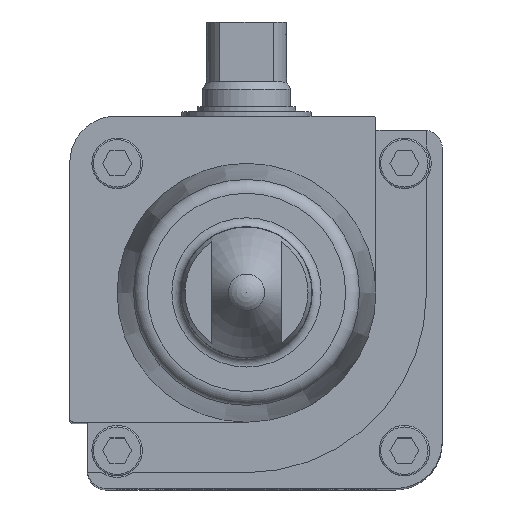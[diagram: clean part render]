
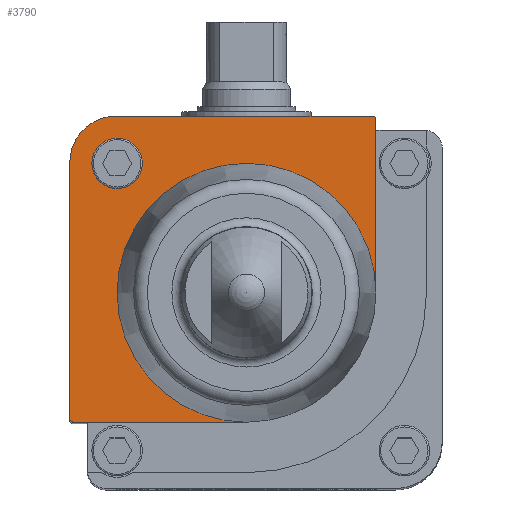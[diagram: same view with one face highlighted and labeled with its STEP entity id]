
A CAD part, top view. The second image highlights one B-rep face of the part: STEP entity #3790.
In plain terms, the highlighted planar face has unit normal (0, 0, 1).
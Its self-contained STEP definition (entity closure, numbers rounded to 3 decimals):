
#134=PLANE('',#4129);
#305=LINE('',#5909,#619);
#312=LINE('',#5924,#626);
#318=LINE('',#5966,#632);
#323=LINE('',#5986,#637);
#619=VECTOR('',#4642,1000.);
#626=VECTOR('',#4655,1000.);
#632=VECTOR('',#4699,1000.);
#637=VECTOR('',#4718,1000.);
#1058=ORIENTED_EDGE('',*,*,#2014,.T.);
#1059=ORIENTED_EDGE('',*,*,#2015,.T.);
#1060=ORIENTED_EDGE('',*,*,#2002,.T.);
#1061=ORIENTED_EDGE('',*,*,#2006,.T.);
#1062=ORIENTED_EDGE('',*,*,#2012,.T.);
#1063=ORIENTED_EDGE('',*,*,#2013,.T.);
#1064=ORIENTED_EDGE('',*,*,#1973,.T.);
#1065=ORIENTED_EDGE('',*,*,#1976,.T.);
#1066=ORIENTED_EDGE('',*,*,#1981,.T.);
#1973=EDGE_CURVE('',#2459,#2458,#305,.T.);
#1976=EDGE_CURVE('',#2458,#2460,#2800,.T.);
#1981=EDGE_CURVE('',#2460,#2463,#312,.T.);
#2002=EDGE_CURVE('',#2481,#2480,#318,.T.);
#2006=EDGE_CURVE('',#2480,#2483,#2816,.T.);
#2012=EDGE_CURVE('',#2483,#2488,#323,.T.);
#2013=EDGE_CURVE('',#2488,#2459,#2821,.T.);
#2014=EDGE_CURVE('',#2489,#2489,#2822,.T.);
#2015=EDGE_CURVE('',#2463,#2481,#2823,.T.);
#2458=VERTEX_POINT('',#5908);
#2459=VERTEX_POINT('',#5910);
#2460=VERTEX_POINT('',#5914);
#2463=VERTEX_POINT('',#5923);
#2480=VERTEX_POINT('',#5965);
#2481=VERTEX_POINT('',#5967);
#2483=VERTEX_POINT('',#5973);
#2488=VERTEX_POINT('',#5985);
#2489=VERTEX_POINT('',#5991);
#2800=CIRCLE('',#4099,1.184);
#2816=CIRCLE('',#4121,1.184);
#2821=CIRCLE('',#4128,14.75);
#2822=CIRCLE('',#4130,8.);
#2823=CIRCLE('',#4131,41.);
#3002=EDGE_LOOP('',(#1058));
#3003=EDGE_LOOP('',(#1059,#1060,#1061,#1062,#1063,#1064,#1065,#1066));
#3373=FACE_BOUND('',#3002,.T.);
#3374=FACE_BOUND('',#3003,.T.);
#3790=ADVANCED_FACE('',(#3373,#3374),#134,.T.);
#4099=AXIS2_PLACEMENT_3D('',#5915,#4647,#4648);
#4121=AXIS2_PLACEMENT_3D('',#5974,#4705,#4706);
#4128=AXIS2_PLACEMENT_3D('',#5988,#4721,#4722);
#4129=AXIS2_PLACEMENT_3D('',#5989,#4723,#4724);
#4130=AXIS2_PLACEMENT_3D('',#5990,#4725,#4726);
#4131=AXIS2_PLACEMENT_3D('',#5992,#4727,#4728);
#4642=DIRECTION('',(0.,-1.,0.));
#4647=DIRECTION('',(0.,0.,1.));
#4648=DIRECTION('',(1.,0.,0.));
#4655=DIRECTION('',(1.,0.,0.));
#4699=DIRECTION('',(0.,1.,0.));
#4705=DIRECTION('',(0.,0.,1.));
#4706=DIRECTION('',(1.,0.,0.));
#4718=DIRECTION('',(-1.,0.,0.));
#4721=DIRECTION('',(0.,0.,1.));
#4722=DIRECTION('',(1.,0.,0.));
#4723=DIRECTION('',(0.,0.,1.));
#4724=DIRECTION('',(1.,0.,0.));
#4725=DIRECTION('',(0.,0.,-1.));
#4726=DIRECTION('',(-1.,0.,0.));
#4727=DIRECTION('',(0.,0.,-1.));
#4728=DIRECTION('',(-1.,0.,0.));
#5908=CARTESIAN_POINT('',(-56.,-39.816,136.7));
#5909=CARTESIAN_POINT('',(-56.,41.25,136.7));
#5910=CARTESIAN_POINT('',(-56.,41.25,136.7));
#5914=CARTESIAN_POINT('',(-54.816,-41.,136.7));
#5915=CARTESIAN_POINT('',(-54.816,-39.816,136.7));
#5923=CARTESIAN_POINT('',(0.,-41.,136.7));
#5924=CARTESIAN_POINT('',(-54.816,-41.,136.7));
#5965=CARTESIAN_POINT('',(41.,54.816,136.7));
#5966=CARTESIAN_POINT('',(41.,51.56,136.7));
#5967=CARTESIAN_POINT('',(41.,0.,136.7));
#5973=CARTESIAN_POINT('',(39.816,56.,136.7));
#5974=CARTESIAN_POINT('',(39.816,54.816,136.7));
#5985=CARTESIAN_POINT('',(-41.25,56.,136.7));
#5986=CARTESIAN_POINT('',(39.816,56.,136.7));
#5988=CARTESIAN_POINT('',(-41.25,41.25,136.7));
#5989=CARTESIAN_POINT('',(-54.816,-39.816,136.7));
#5990=CARTESIAN_POINT('',(-41.,41.,136.7));
#5991=CARTESIAN_POINT('',(-49.,41.,136.7));
#5992=CARTESIAN_POINT('',(0.,0.,136.7));
